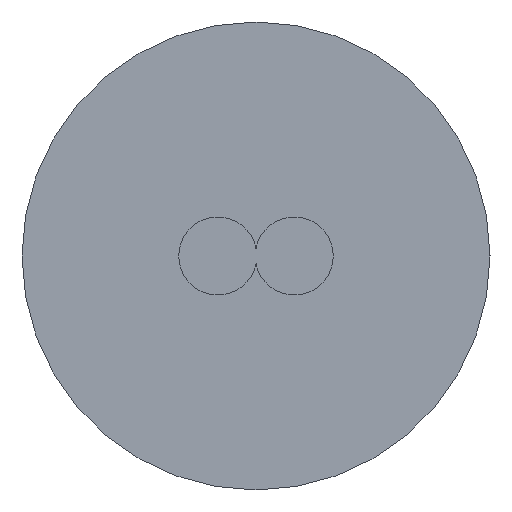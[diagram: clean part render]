
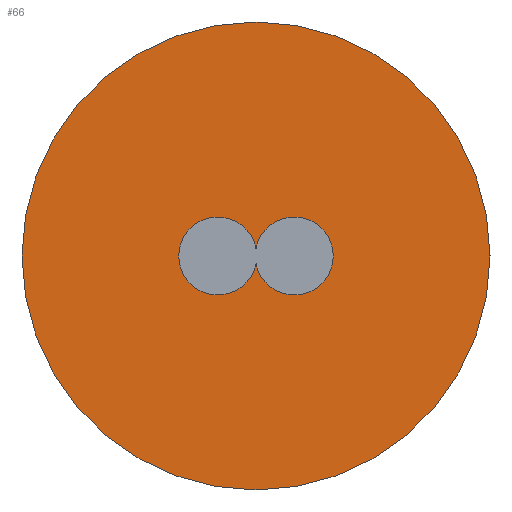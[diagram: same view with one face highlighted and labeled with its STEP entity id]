
A CAD part, left-side view. The second image highlights one B-rep face of the part: STEP entity #66.
In plain terms, the highlighted planar face has unit normal (-1, 0, 0).
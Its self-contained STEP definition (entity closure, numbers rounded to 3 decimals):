
#52=PLANE('',#164);
#66=ADVANCED_FACE('',(#81,#82),#52,.F.);
#81=FACE_BOUND('',#86,.T.);
#82=FACE_BOUND('',#87,.T.);
#86=EDGE_LOOP('',(#98,#99));
#87=EDGE_LOOP('',(#100));
#98=ORIENTED_EDGE('',*,*,#135,.F.);
#99=ORIENTED_EDGE('',*,*,#136,.F.);
#100=ORIENTED_EDGE('',*,*,#134,.F.);
#124=VERTEX_POINT('',#228);
#125=VERTEX_POINT('',#232);
#126=VERTEX_POINT('',#233);
#134=EDGE_CURVE('',#124,#124,#148,.T.);
#135=EDGE_CURVE('',#125,#126,#149,.T.);
#136=EDGE_CURVE('',#126,#125,#150,.T.);
#148=CIRCLE('',#159,1.5);
#149=CIRCLE('',#162,0.25);
#150=CIRCLE('',#163,0.25);
#159=AXIS2_PLACEMENT_3D('',#227,#182,#183);
#162=AXIS2_PLACEMENT_3D('',#231,#188,#189);
#163=AXIS2_PLACEMENT_3D('',#234,#190,#191);
#164=AXIS2_PLACEMENT_3D('',#235,#192,#193);
#182=DIRECTION('',(1.,0.,0.));
#183=DIRECTION('',(0.,1.,0.));
#188=DIRECTION('',(-1.,0.,0.));
#189=DIRECTION('',(0.,0.,1.));
#190=DIRECTION('',(-1.,0.,0.));
#191=DIRECTION('',(0.,0.,1.));
#192=DIRECTION('',(1.,0.,0.));
#193=DIRECTION('',(0.,0.,-1.));
#227=CARTESIAN_POINT('',(0.,0.,0.));
#228=CARTESIAN_POINT('',(0.,1.5,0.));
#231=CARTESIAN_POINT('',(0.,0.245,0.));
#232=CARTESIAN_POINT('',(0.,0.,0.05));
#233=CARTESIAN_POINT('',(0.,0.,-0.05));
#234=CARTESIAN_POINT('',(0.,-0.245,0.));
#235=CARTESIAN_POINT('',(0.,0.,0.));
